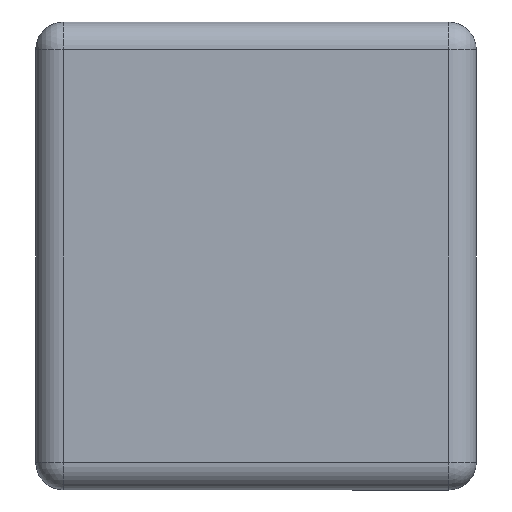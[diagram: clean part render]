
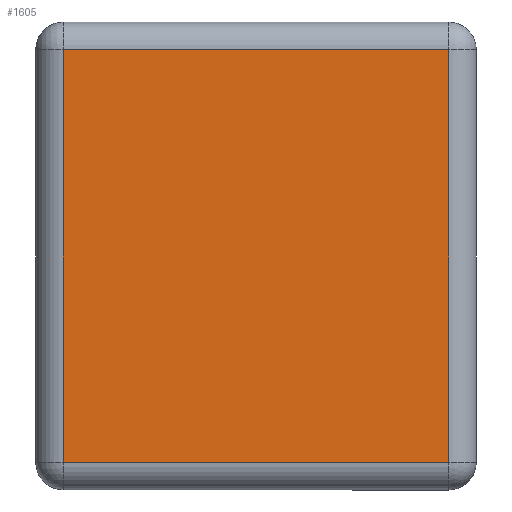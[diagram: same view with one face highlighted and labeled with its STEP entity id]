
A CAD part, left-side view. The second image highlights one B-rep face of the part: STEP entity #1605.
In plain terms, the highlighted planar face has unit normal (-1, 0, 0).
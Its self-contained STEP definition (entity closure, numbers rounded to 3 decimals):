
#1426 = VERTEX_POINT('',#1427);
#1427 = CARTESIAN_POINT('',(-0.8,0.35,0.05));
#1434 = EDGE_CURVE('',#1426,#1435,#1437,.T.);
#1435 = VERTEX_POINT('',#1436);
#1436 = CARTESIAN_POINT('',(-0.8,-0.35,0.05));
#1437 = LINE('',#1438,#1439);
#1438 = CARTESIAN_POINT('',(-0.8,0.4,0.05));
#1439 = VECTOR('',#1440,1.);
#1440 = DIRECTION('',(0.,-1.,0.));
#1501 = VERTEX_POINT('',#1502);
#1502 = CARTESIAN_POINT('',(-0.8,-0.35,0.8));
#1511 = EDGE_CURVE('',#1501,#1435,#1512,.T.);
#1512 = LINE('',#1513,#1514);
#1513 = CARTESIAN_POINT('',(-0.8,-0.35,0.85));
#1514 = VECTOR('',#1515,1.);
#1515 = DIRECTION('',(0.,0.,-1.));
#1551 = VERTEX_POINT('',#1552);
#1552 = CARTESIAN_POINT('',(-0.8,0.35,0.8));
#1567 = EDGE_CURVE('',#1551,#1426,#1568,.T.);
#1568 = LINE('',#1569,#1570);
#1569 = CARTESIAN_POINT('',(-0.8,0.35,0.85));
#1570 = VECTOR('',#1571,1.);
#1571 = DIRECTION('',(0.,0.,-1.));
#1605 = ADVANCED_FACE('',(#1606),#1617,.F.);
#1606 = FACE_BOUND('',#1607,.F.);
#1607 = EDGE_LOOP('',(#1608,#1614,#1615,#1616));
#1608 = ORIENTED_EDGE('',*,*,#1609,.T.);
#1609 = EDGE_CURVE('',#1551,#1501,#1610,.T.);
#1610 = LINE('',#1611,#1612);
#1611 = CARTESIAN_POINT('',(-0.8,0.4,0.8));
#1612 = VECTOR('',#1613,1.);
#1613 = DIRECTION('',(0.,-1.,0.));
#1614 = ORIENTED_EDGE('',*,*,#1511,.T.);
#1615 = ORIENTED_EDGE('',*,*,#1434,.F.);
#1616 = ORIENTED_EDGE('',*,*,#1567,.F.);
#1617 = PLANE('',#1618);
#1618 = AXIS2_PLACEMENT_3D('',#1619,#1620,#1621);
#1619 = CARTESIAN_POINT('',(-0.8,0.4,0.85));
#1620 = DIRECTION('',(1.,0.,0.));
#1621 = DIRECTION('',(0.,0.,-1.));
